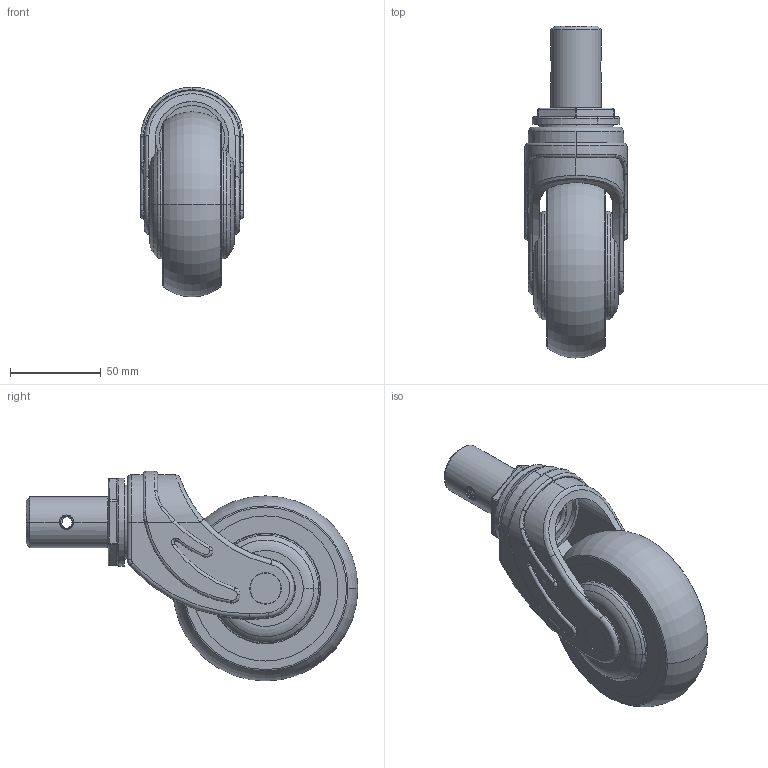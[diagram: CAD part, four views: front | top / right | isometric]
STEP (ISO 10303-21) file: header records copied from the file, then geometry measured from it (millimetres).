
FILE_DESCRIPTION (( 'STEP AP203' ), '1' );
FILE_NAME ('10. ACMC-102SRS.STEP', '2020-02-19T02:57:30', ( '' ), ( '' ), 'SwSTEP 2.0', 'SolidWorks 2019', '' );
FILE_SCHEMA (( 'CONFIG_CONTROL_DESIGN' ));
Length unit declared in the file: millimetre
Products named in the file (5): ACMC-102 TOP PLATE COVER; ACMC-102 NON BRAKE FRAME; ACMC-102 SRS TOP PLATE; ACMC-102 WHEEL; 10. ACMC-102SRS
Assembly tree (4 placements, depth 2):
  10. ACMC-102SRS
    ACMC-102 NON BRAKE FRAME
    ACMC-102 WHEEL
    ACMC-102 TOP PLATE COVER
    ACMC-102 SRS TOP PLATE
Bounding box: 56.4 x 182.9 x 115.7 mm (x, y, z)
Volume: 395827.8 mm3; surface area: 68950.2 mm2
Topology: 4 solids, 4 shells, 306 faces, 744 edges, 459 vertices
Faces by surface type: cylinder 144, plane 70, torus 62, cone 12, bspline 12, sphere 6
Entity records: 13502 total; most frequent: CARTESIAN_POINT 6014, DIRECTION 1519, ORIENTED_EDGE 1476, EDGE_CURVE 738, AXIS2_PLACEMENT_3D 647, VERTEX_POINT 459, CIRCLE 346, EDGE_LOOP 327
